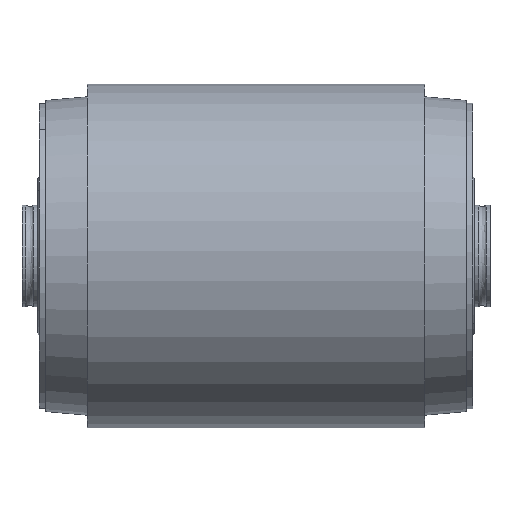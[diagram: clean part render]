
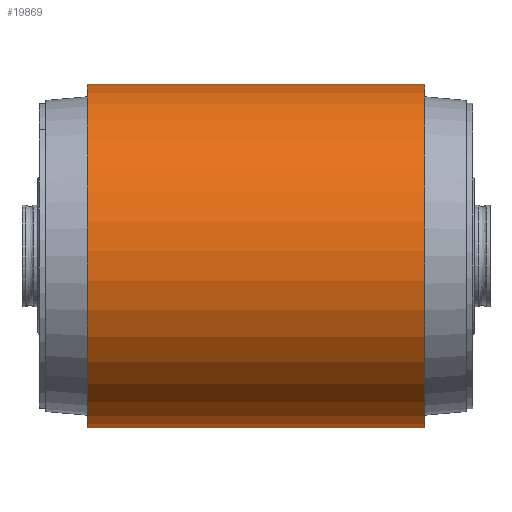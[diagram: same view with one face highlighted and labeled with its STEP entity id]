
A CAD part, front view. The second image highlights one B-rep face of the part: STEP entity #19869.
In plain terms, the highlighted cylindrical face has radius 27 mm (diameter 54 mm), a partial arc.
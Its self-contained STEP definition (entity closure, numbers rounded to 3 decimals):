
#100 = VERTEX_POINT ( 'NONE', #6278 ) ;
#133 = LINE ( 'NONE', #3637, #10698 ) ;
#509 = AXIS2_PLACEMENT_3D ( 'NONE', #1952, #12206, #6962 ) ;
#530 = ORIENTED_EDGE ( 'NONE', *, *, #12687, .F. ) ;
#1113 = AXIS2_PLACEMENT_3D ( 'NONE', #2325, #13026, #2543 ) ;
#1952 = CARTESIAN_POINT ( 'NONE',  ( -10.25, 0., 0. ) ) ;
#2325 = CARTESIAN_POINT ( 'NONE',  ( -63.25, 0., 0. ) ) ;
#2543 = DIRECTION ( 'NONE',  ( 0., 0.031, 1. ) ) ;
#3155 = CYLINDRICAL_SURFACE ( 'NONE', #21476, 27. ) ;
#3637 = CARTESIAN_POINT ( 'NONE',  ( -63.25, 0.85, 26.987 ) ) ;
#3883 = CIRCLE ( 'NONE', #509, 27. ) ;
#3889 = DIRECTION ( 'NONE',  ( 1., 0., 0. ) ) ;
#4606 = VERTEX_POINT ( 'NONE', #7913 ) ;
#4877 = CARTESIAN_POINT ( 'NONE',  ( -63.25, -0.85, -26.987 ) ) ;
#6278 = CARTESIAN_POINT ( 'NONE',  ( -63.25, -0.85, -26.987 ) ) ;
#6651 = DIRECTION ( 'NONE',  ( 0., -0.031, -1. ) ) ;
#6962 = DIRECTION ( 'NONE',  ( 0., 0.031, 1. ) ) ;
#7913 = CARTESIAN_POINT ( 'NONE',  ( -10.25, -0.85, -26.987 ) ) ;
#9315 = CIRCLE ( 'NONE', #1113, 27. ) ;
#10365 = DIRECTION ( 'NONE',  ( 1., 0., 0. ) ) ;
#10698 = VECTOR ( 'NONE', #3889, 1000. ) ;
#11001 = VERTEX_POINT ( 'NONE', #19499 ) ;
#11671 = ORIENTED_EDGE ( 'NONE', *, *, #19014, .F. ) ;
#12002 = DIRECTION ( 'NONE',  ( 1., 0., 0. ) ) ;
#12206 = DIRECTION ( 'NONE',  ( -1., 0., 0. ) ) ;
#12687 = EDGE_CURVE ( 'NONE', #100, #11001, #9315, .T. ) ;
#12790 = VERTEX_POINT ( 'NONE', #19116 ) ;
#13026 = DIRECTION ( 'NONE',  ( -1., 0., 0. ) ) ;
#15627 = VECTOR ( 'NONE', #12002, 1000. ) ;
#15846 = CARTESIAN_POINT ( 'NONE',  ( -63.25, 0., 0. ) ) ;
#16016 = EDGE_CURVE ( 'NONE', #4606, #12790, #3883, .T. ) ;
#17441 = ORIENTED_EDGE ( 'NONE', *, *, #20731, .T. ) ;
#18229 = EDGE_LOOP ( 'NONE', ( #11671, #530, #17441, #21553 ) ) ;
#19014 = EDGE_CURVE ( 'NONE', #11001, #12790, #133, .T. ) ;
#19116 = CARTESIAN_POINT ( 'NONE',  ( -10.25, 0.85, 26.987 ) ) ;
#19499 = CARTESIAN_POINT ( 'NONE',  ( -63.25, 0.85, 26.987 ) ) ;
#19869 = ADVANCED_FACE ( 'NONE', ( #22543 ), #3155, .T. ) ;
#20637 = LINE ( 'NONE', #4877, #15627 ) ;
#20731 = EDGE_CURVE ( 'NONE', #100, #4606, #20637, .T. ) ;
#21476 = AXIS2_PLACEMENT_3D ( 'NONE', #15846, #10365, #6651 ) ;
#21553 = ORIENTED_EDGE ( 'NONE', *, *, #16016, .T. ) ;
#22543 = FACE_OUTER_BOUND ( 'NONE', #18229, .T. ) ;
